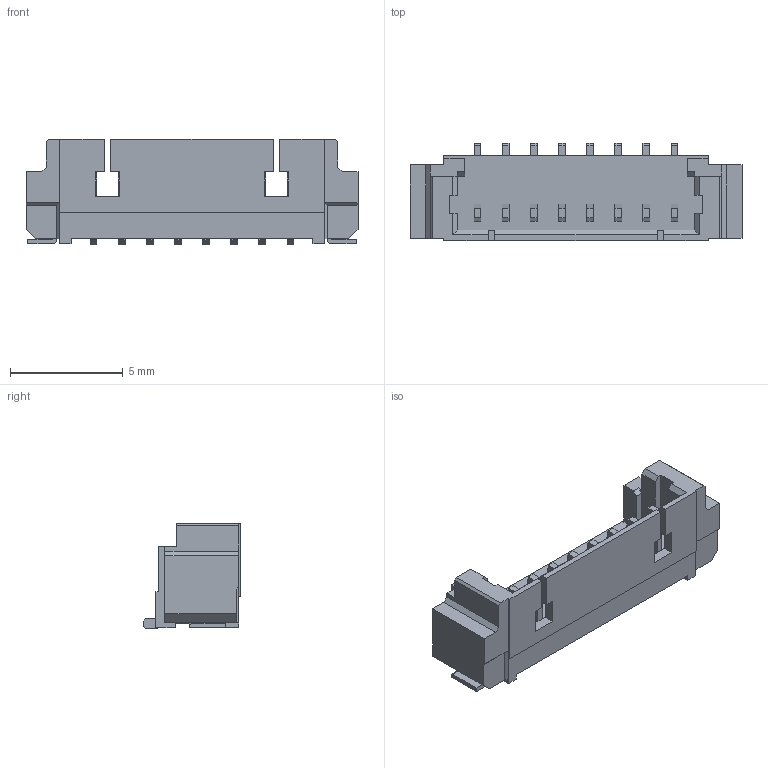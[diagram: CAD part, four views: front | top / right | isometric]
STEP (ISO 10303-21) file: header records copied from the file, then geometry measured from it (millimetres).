
FILE_DESCRIPTION(/* description */ (''),/* implementation_level */ '2;1');
FILE_NAME(/* name */ '12505WS-08_EXP_20190218_V1.stp',/* time_stamp */ '2021-11-17T12:54:26+09:00',/* author */ ('KSG'),/* organization */ (''),/* preprocessor_version */ 'ST-DEVELOPER v17',/* originating_system */ 'Autodesk Inventor 2019',/* authorisation */ '');
FILE_SCHEMA (('AUTOMOTIVE_DESIGN { 1 0 10303 214 3 1 1 }'));
Length unit declared in the file: millimetre
Products named in the file (1): 12505WS-08_EXP_20190218_V1
Bounding box: 14.75 x 4.32 x 4.7 mm (x, y, z)
Volume: 122.8 mm3; surface area: 341.1 mm2
Topology: 1 solids, 1 shells, 259 faces, 733 edges, 486 vertices
Faces by surface type: plane 257, cylinder 2
Entity records: 8246 total; most frequent: CARTESIAN_POINT 1479, ORIENTED_EDGE 1466, DIRECTION 1257, EDGE_CURVE 733, LINE 729, VECTOR 729, VERTEX_POINT 486, EDGE_LOOP 269
